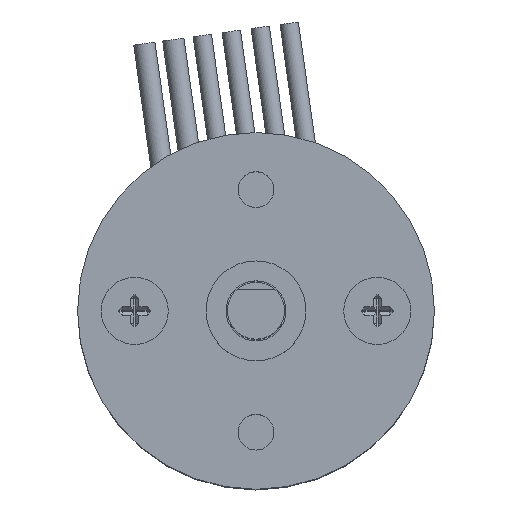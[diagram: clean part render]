
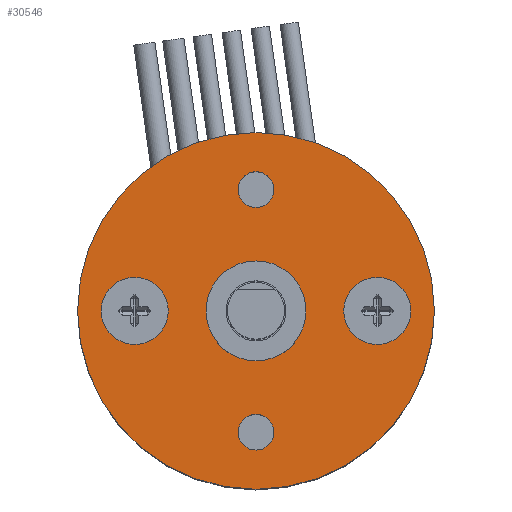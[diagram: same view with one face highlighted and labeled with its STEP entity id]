
A CAD part, top view. The second image highlights one B-rep face of the part: STEP entity #30546.
In plain terms, the highlighted planar face has unit normal (0, 0, 1).
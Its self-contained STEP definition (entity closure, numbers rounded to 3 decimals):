
#157 = EDGE_LOOP ( 'NONE', ( #18453, #8686 ) ) ;
#707 = VERTEX_POINT ( 'NONE', #31003 ) ;
#1274 = CIRCLE ( 'NONE', #22868, 1.25 ) ;
#1375 = CARTESIAN_POINT ( 'NONE',  ( 30.875, 0., 18.375 ) ) ;
#2248 = VERTEX_POINT ( 'NONE', #18976 ) ;
#2776 = CARTESIAN_POINT ( 'NONE',  ( 30.875, 0., 18.375 ) ) ;
#2964 = DIRECTION ( 'NONE',  ( 0., 0., 1. ) ) ;
#3008 = DIRECTION ( 'NONE',  ( 0., 0., 1. ) ) ;
#3207 = EDGE_CURVE ( 'NONE', #11162, #10913, #27974, .T. ) ;
#3233 = DIRECTION ( 'NONE',  ( 1., 0., 0. ) ) ;
#3547 = CARTESIAN_POINT ( 'NONE',  ( 22.375, 0., 18.375 ) ) ;
#3580 = DIRECTION ( 'NONE',  ( 0., 0., -1. ) ) ;
#3831 = VERTEX_POINT ( 'NONE', #15322 ) ;
#4078 = DIRECTION ( 'NONE',  ( 0., 0., 1. ) ) ;
#4555 = VERTEX_POINT ( 'NONE', #16826 ) ;
#4688 = VERTEX_POINT ( 'NONE', #19717 ) ;
#5015 = CIRCLE ( 'NONE', #14641, 1.25 ) ;
#5276 = AXIS2_PLACEMENT_3D ( 'NONE', #17808, #2964, #12639 ) ;
#5318 = DIRECTION ( 'NONE',  ( -1., 0., 0. ) ) ;
#5464 = CARTESIAN_POINT ( 'NONE',  ( 30.875, 8.5, 18.375 ) ) ;
#5493 = DIRECTION ( 'NONE',  ( 0., 0., 1. ) ) ;
#5606 = CARTESIAN_POINT ( 'NONE',  ( 30.875, 8.5, 18.375 ) ) ;
#5655 = ORIENTED_EDGE ( 'NONE', *, *, #24245, .F. ) ;
#6009 = ORIENTED_EDGE ( 'NONE', *, *, #16804, .F. ) ;
#6063 = CARTESIAN_POINT ( 'NONE',  ( 32.125, 8.5, 18.375 ) ) ;
#6073 = DIRECTION ( 'NONE',  ( -1., 0., 0. ) ) ;
#6671 = CARTESIAN_POINT ( 'NONE',  ( 39.375, 0., 18.375 ) ) ;
#6761 = CARTESIAN_POINT ( 'NONE',  ( 41.725, 0., 18.375 ) ) ;
#6782 = DIRECTION ( 'NONE',  ( 1., 0., 0. ) ) ;
#6972 = CIRCLE ( 'NONE', #25885, 2.35 ) ;
#7278 = ORIENTED_EDGE ( 'NONE', *, *, #3207, .F. ) ;
#7444 = AXIS2_PLACEMENT_3D ( 'NONE', #2776, #24511, #12563 ) ;
#7758 = VERTEX_POINT ( 'NONE', #31546 ) ;
#7815 = AXIS2_PLACEMENT_3D ( 'NONE', #27776, #17878, #5318 ) ;
#8575 = FACE_BOUND ( 'NONE', #157, .T. ) ;
#8686 = ORIENTED_EDGE ( 'NONE', *, *, #27031, .T. ) ;
#8722 = CIRCLE ( 'NONE', #19204, 3.5 ) ;
#8799 = DIRECTION ( 'NONE',  ( 1., 0., 0. ) ) ;
#9178 = CIRCLE ( 'NONE', #5276, 2.35 ) ;
#10185 = DIRECTION ( 'NONE',  ( 0., 0., 1. ) ) ;
#10458 = FACE_BOUND ( 'NONE', #28725, .T. ) ;
#10657 = ORIENTED_EDGE ( 'NONE', *, *, #30327, .F. ) ;
#10913 = VERTEX_POINT ( 'NONE', #27212 ) ;
#10958 = CARTESIAN_POINT ( 'NONE',  ( 20.025, 0., 18.375 ) ) ;
#11015 = EDGE_LOOP ( 'NONE', ( #14634, #13891 ) ) ;
#11162 = VERTEX_POINT ( 'NONE', #6063 ) ;
#11267 = ORIENTED_EDGE ( 'NONE', *, *, #15658, .F. ) ;
#11564 = AXIS2_PLACEMENT_3D ( 'NONE', #1375, #15811, #16011 ) ;
#12233 = CIRCLE ( 'NONE', #14045, 2.35 ) ;
#12563 = DIRECTION ( 'NONE',  ( -1., 0., 0. ) ) ;
#12639 = DIRECTION ( 'NONE',  ( 1., 0., 0. ) ) ;
#12807 = ORIENTED_EDGE ( 'NONE', *, *, #28129, .F. ) ;
#12894 = DIRECTION ( 'NONE',  ( 1., 0., 0. ) ) ;
#13143 = DIRECTION ( 'NONE',  ( 0., 0., -1. ) ) ;
#13361 = CIRCLE ( 'NONE', #14454, 2.35 ) ;
#13443 = EDGE_LOOP ( 'NONE', ( #19794, #5655 ) ) ;
#13774 = EDGE_LOOP ( 'NONE', ( #7278, #15528 ) ) ;
#13891 = ORIENTED_EDGE ( 'NONE', *, *, #18940, .F. ) ;
#13970 = CIRCLE ( 'NONE', #7444, 3.5 ) ;
#14045 = AXIS2_PLACEMENT_3D ( 'NONE', #3547, #20966, #25798 ) ;
#14454 = AXIS2_PLACEMENT_3D ( 'NONE', #6671, #4078, #6782 ) ;
#14634 = ORIENTED_EDGE ( 'NONE', *, *, #22952, .F. ) ;
#14641 = AXIS2_PLACEMENT_3D ( 'NONE', #17949, #3008, #3233 ) ;
#15322 = CARTESIAN_POINT ( 'NONE',  ( 27.375, 0., 18.375 ) ) ;
#15528 = ORIENTED_EDGE ( 'NONE', *, *, #29920, .F. ) ;
#15614 = DIRECTION ( 'NONE',  ( -1., 0., 0. ) ) ;
#15658 = EDGE_CURVE ( 'NONE', #4555, #7758, #5015, .T. ) ;
#15722 = CARTESIAN_POINT ( 'NONE',  ( 30.875, 0., 18.375 ) ) ;
#15811 = DIRECTION ( 'NONE',  ( 0., 0., -1. ) ) ;
#16011 = DIRECTION ( 'NONE',  ( -1., 0., 0. ) ) ;
#16119 = PLANE ( 'NONE',  #11564 ) ;
#16502 = DIRECTION ( 'NONE',  ( 0., 0., 1. ) ) ;
#16619 = FACE_BOUND ( 'NONE', #13774, .T. ) ;
#16732 = AXIS2_PLACEMENT_3D ( 'NONE', #15722, #13143, #15614 ) ;
#16804 = EDGE_CURVE ( 'NONE', #3831, #23012, #8722, .T. ) ;
#16826 = CARTESIAN_POINT ( 'NONE',  ( 29.625, -8.5, 18.375 ) ) ;
#17213 = DIRECTION ( 'NONE',  ( -1., 0., 0. ) ) ;
#17534 = DIRECTION ( 'NONE',  ( 0., 0., 1. ) ) ;
#17593 = AXIS2_PLACEMENT_3D ( 'NONE', #5606, #5493, #12894 ) ;
#17808 = CARTESIAN_POINT ( 'NONE',  ( 39.375, 0., 18.375 ) ) ;
#17878 = DIRECTION ( 'NONE',  ( 0., 0., -1. ) ) ;
#17949 = CARTESIAN_POINT ( 'NONE',  ( 30.875, -8.5, 18.375 ) ) ;
#18453 = ORIENTED_EDGE ( 'NONE', *, *, #22906, .T. ) ;
#18486 = VERTEX_POINT ( 'NONE', #10958 ) ;
#18529 = FACE_OUTER_BOUND ( 'NONE', #13443, .T. ) ;
#18940 = EDGE_CURVE ( 'NONE', #2248, #20729, #9178, .T. ) ;
#18976 = CARTESIAN_POINT ( 'NONE',  ( 37.025, 0., 18.375 ) ) ;
#19204 = AXIS2_PLACEMENT_3D ( 'NONE', #20125, #17534, #17213 ) ;
#19717 = CARTESIAN_POINT ( 'NONE',  ( 18.375, 0., 18.375 ) ) ;
#19794 = ORIENTED_EDGE ( 'NONE', *, *, #28496, .F. ) ;
#19973 = CARTESIAN_POINT ( 'NONE',  ( 24.725, 0., 18.375 ) ) ;
#20125 = CARTESIAN_POINT ( 'NONE',  ( 30.875, 0., 18.375 ) ) ;
#20392 = VERTEX_POINT ( 'NONE', #19973 ) ;
#20627 = CIRCLE ( 'NONE', #16732, 12.5 ) ;
#20729 = VERTEX_POINT ( 'NONE', #6761 ) ;
#20966 = DIRECTION ( 'NONE',  ( 0., 0., -1. ) ) ;
#22755 = DIRECTION ( 'NONE',  ( 1., 0., 0. ) ) ;
#22868 = AXIS2_PLACEMENT_3D ( 'NONE', #5464, #10185, #22755 ) ;
#22906 = EDGE_CURVE ( 'NONE', #20392, #18486, #12233, .T. ) ;
#22952 = EDGE_CURVE ( 'NONE', #20729, #2248, #13361, .T. ) ;
#23012 = VERTEX_POINT ( 'NONE', #26117 ) ;
#23614 = EDGE_LOOP ( 'NONE', ( #6009, #10657 ) ) ;
#23729 = CIRCLE ( 'NONE', #7815, 12.5 ) ;
#24245 = EDGE_CURVE ( 'NONE', #4688, #707, #20627, .T. ) ;
#24511 = DIRECTION ( 'NONE',  ( 0., 0., 1. ) ) ;
#25489 = FACE_BOUND ( 'NONE', #11015, .T. ) ;
#25798 = DIRECTION ( 'NONE',  ( -1., 0., 0. ) ) ;
#25851 = FACE_BOUND ( 'NONE', #23614, .T. ) ;
#25885 = AXIS2_PLACEMENT_3D ( 'NONE', #30544, #3580, #6073 ) ;
#26117 = CARTESIAN_POINT ( 'NONE',  ( 34.375, 0., 18.375 ) ) ;
#27031 = EDGE_CURVE ( 'NONE', #18486, #20392, #6972, .T. ) ;
#27212 = CARTESIAN_POINT ( 'NONE',  ( 29.625, 8.5, 18.375 ) ) ;
#27776 = CARTESIAN_POINT ( 'NONE',  ( 30.875, 0., 18.375 ) ) ;
#27974 = CIRCLE ( 'NONE', #17593, 1.25 ) ;
#28129 = EDGE_CURVE ( 'NONE', #7758, #4555, #31052, .T. ) ;
#28352 = CARTESIAN_POINT ( 'NONE',  ( 30.875, -8.5, 18.375 ) ) ;
#28496 = EDGE_CURVE ( 'NONE', #707, #4688, #23729, .T. ) ;
#28725 = EDGE_LOOP ( 'NONE', ( #12807, #11267 ) ) ;
#29920 = EDGE_CURVE ( 'NONE', #10913, #11162, #1274, .T. ) ;
#30327 = EDGE_CURVE ( 'NONE', #23012, #3831, #13970, .T. ) ;
#30544 = CARTESIAN_POINT ( 'NONE',  ( 22.375, 0., 18.375 ) ) ;
#30546 = ADVANCED_FACE ( 'NONE', ( #8575, #25489, #10458, #16619, #25851, #18529 ), #16119, .F. ) ;
#30620 = AXIS2_PLACEMENT_3D ( 'NONE', #28352, #16502, #8799 ) ;
#31003 = CARTESIAN_POINT ( 'NONE',  ( 43.375, 0., 18.375 ) ) ;
#31052 = CIRCLE ( 'NONE', #30620, 1.25 ) ;
#31546 = CARTESIAN_POINT ( 'NONE',  ( 32.125, -8.5, 18.375 ) ) ;
